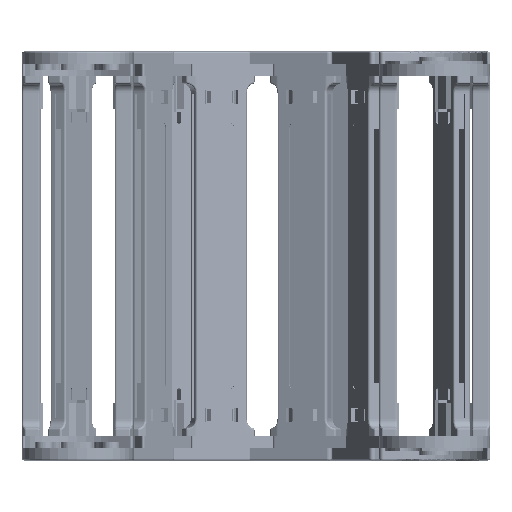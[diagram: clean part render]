
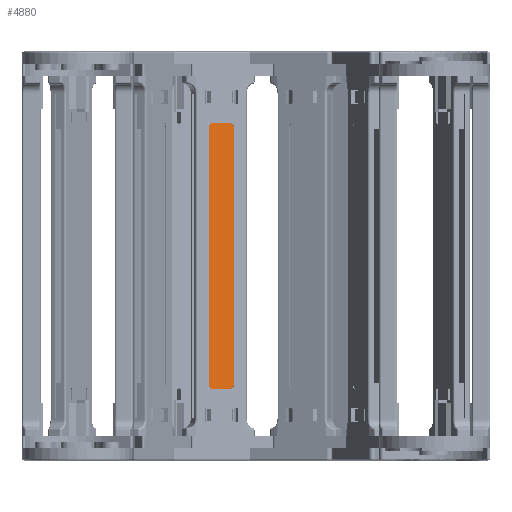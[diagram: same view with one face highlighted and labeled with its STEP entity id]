
A CAD part, left-side view. The second image highlights one B-rep face of the part: STEP entity #4880.
In plain terms, the highlighted face is planar.
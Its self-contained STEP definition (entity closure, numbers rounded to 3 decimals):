
#747 = ORIENTED_EDGE ( 'NONE', *, *, #32792, .F. ) ;
#1504 = VECTOR ( 'NONE', #20977, 1000. ) ;
#1887 = ORIENTED_EDGE ( 'NONE', *, *, #29664, .F. ) ;
#2161 = EDGE_CURVE ( 'NONE', #28195, #10542, #14342, .T. ) ;
#2193 = CIRCLE ( 'NONE', #8119, 2.515 ) ;
#2904 = ORIENTED_EDGE ( 'NONE', *, *, #15385, .F. ) ;
#3360 = CARTESIAN_POINT ( 'NONE',  ( -79.23, 30.497, -145.789 ) ) ;
#4020 = ORIENTED_EDGE ( 'NONE', *, *, #33721, .F. ) ;
#4469 = AXIS2_PLACEMENT_3D ( 'NONE', #18973, #32242, #15969 ) ;
#4661 = VECTOR ( 'NONE', #19611, 1000. ) ;
#4782 = FACE_OUTER_BOUND ( 'NONE', #5467, .T. ) ;
#4880 = ADVANCED_FACE ( 'NONE', ( #4782 ), #13708, .F. ) ;
#5231 = EDGE_CURVE ( 'NONE', #5896, #28195, #2193, .T. ) ;
#5467 = EDGE_LOOP ( 'NONE', ( #4020, #13080, #747, #1887, #2904, #23376, #17418, #18637 ) ) ;
#5498 = CARTESIAN_POINT ( 'NONE',  ( -76.715, 30.497, 0.364 ) ) ;
#5896 = VERTEX_POINT ( 'NONE', #7221 ) ;
#7044 = DIRECTION ( 'NONE',  ( 0., -1., 0. ) ) ;
#7221 = CARTESIAN_POINT ( 'NONE',  ( -79.23, 30.497, -145.809 ) ) ;
#7734 = CIRCLE ( 'NONE', #24714, 2.515 ) ;
#8119 = AXIS2_PLACEMENT_3D ( 'NONE', #21066, #13450, #18214 ) ;
#8455 = VERTEX_POINT ( 'NONE', #15788 ) ;
#8510 = DIRECTION ( 'NONE',  ( 1., 0., 0. ) ) ;
#8833 = EDGE_CURVE ( 'NONE', #26838, #8455, #16100, .T. ) ;
#9095 = DIRECTION ( 'NONE',  ( 0., 0., -1. ) ) ;
#9821 = DIRECTION ( 'NONE',  ( 0., 0., 1. ) ) ;
#10542 = VERTEX_POINT ( 'NONE', #14816 ) ;
#10717 = CARTESIAN_POINT ( 'NONE',  ( -76.715, 30.497, -148.324 ) ) ;
#10841 = CARTESIAN_POINT ( 'NONE',  ( -66.655, 30.497, -145.809 ) ) ;
#11070 = LINE ( 'NONE', #3360, #28889 ) ;
#11866 = DIRECTION ( 'NONE',  ( 0., 0., 1. ) ) ;
#12528 = VERTEX_POINT ( 'NONE', #18201 ) ;
#13080 = ORIENTED_EDGE ( 'NONE', *, *, #8833, .F. ) ;
#13211 = CARTESIAN_POINT ( 'NONE',  ( -76.715, 30.497, -148.324 ) ) ;
#13450 = DIRECTION ( 'NONE',  ( 0., -1., 0. ) ) ;
#13571 = DIRECTION ( 'NONE',  ( 0., 0., -1. ) ) ;
#13708 = PLANE ( 'NONE',  #4469 ) ;
#14179 = AXIS2_PLACEMENT_3D ( 'NONE', #20660, #7044, #9821 ) ;
#14342 = LINE ( 'NONE', #13211, #27070 ) ;
#14462 = CARTESIAN_POINT ( 'NONE',  ( -76.715, 30.497, -2.151 ) ) ;
#14816 = CARTESIAN_POINT ( 'NONE',  ( -66.655, 30.497, -148.324 ) ) ;
#15385 = EDGE_CURVE ( 'NONE', #22717, #22768, #25799, .T. ) ;
#15423 = CARTESIAN_POINT ( 'NONE',  ( -64.14, 30.497, -2.151 ) ) ;
#15788 = CARTESIAN_POINT ( 'NONE',  ( -79.23, 30.497, -2.151 ) ) ;
#15969 = DIRECTION ( 'NONE',  ( 0., 0., 1. ) ) ;
#16100 = CIRCLE ( 'NONE', #17421, 2.515 ) ;
#17418 = ORIENTED_EDGE ( 'NONE', *, *, #2161, .F. ) ;
#17421 = AXIS2_PLACEMENT_3D ( 'NONE', #14462, #33368, #11866 ) ;
#18201 = CARTESIAN_POINT ( 'NONE',  ( -66.655, 30.497, 0.364 ) ) ;
#18214 = DIRECTION ( 'NONE',  ( 0., 0., 1. ) ) ;
#18637 = ORIENTED_EDGE ( 'NONE', *, *, #5231, .F. ) ;
#18973 = CARTESIAN_POINT ( 'NONE',  ( -76.715, 30.497, -145.789 ) ) ;
#19611 = DIRECTION ( 'NONE',  ( -1., 0., 0. ) ) ;
#20660 = CARTESIAN_POINT ( 'NONE',  ( -66.655, 30.497, -2.151 ) ) ;
#20977 = DIRECTION ( 'NONE',  ( 0., 0., 1. ) ) ;
#21066 = CARTESIAN_POINT ( 'NONE',  ( -76.715, 30.497, -145.809 ) ) ;
#22717 = VERTEX_POINT ( 'NONE', #29075 ) ;
#22768 = VERTEX_POINT ( 'NONE', #15423 ) ;
#23376 = ORIENTED_EDGE ( 'NONE', *, *, #35284, .F. ) ;
#23415 = CARTESIAN_POINT ( 'NONE',  ( -76.715, 30.497, 0.364 ) ) ;
#24714 = AXIS2_PLACEMENT_3D ( 'NONE', #10841, #32929, #13571 ) ;
#25799 = LINE ( 'NONE', #34493, #1504 ) ;
#26838 = VERTEX_POINT ( 'NONE', #23415 ) ;
#27070 = VECTOR ( 'NONE', #8510, 1000. ) ;
#28195 = VERTEX_POINT ( 'NONE', #10717 ) ;
#28889 = VECTOR ( 'NONE', #9095, 1000. ) ;
#29075 = CARTESIAN_POINT ( 'NONE',  ( -64.14, 30.497, -145.809 ) ) ;
#29664 = EDGE_CURVE ( 'NONE', #22768, #12528, #33765, .T. ) ;
#32242 = DIRECTION ( 'NONE',  ( 0., -1., 0. ) ) ;
#32792 = EDGE_CURVE ( 'NONE', #12528, #26838, #34473, .T. ) ;
#32929 = DIRECTION ( 'NONE',  ( 0., -1., 0. ) ) ;
#33368 = DIRECTION ( 'NONE',  ( 0., -1., 0. ) ) ;
#33721 = EDGE_CURVE ( 'NONE', #8455, #5896, #11070, .T. ) ;
#33765 = CIRCLE ( 'NONE', #14179, 2.515 ) ;
#34473 = LINE ( 'NONE', #5498, #4661 ) ;
#34493 = CARTESIAN_POINT ( 'NONE',  ( -64.14, 30.497, -145.789 ) ) ;
#35284 = EDGE_CURVE ( 'NONE', #10542, #22717, #7734, .T. ) ;
